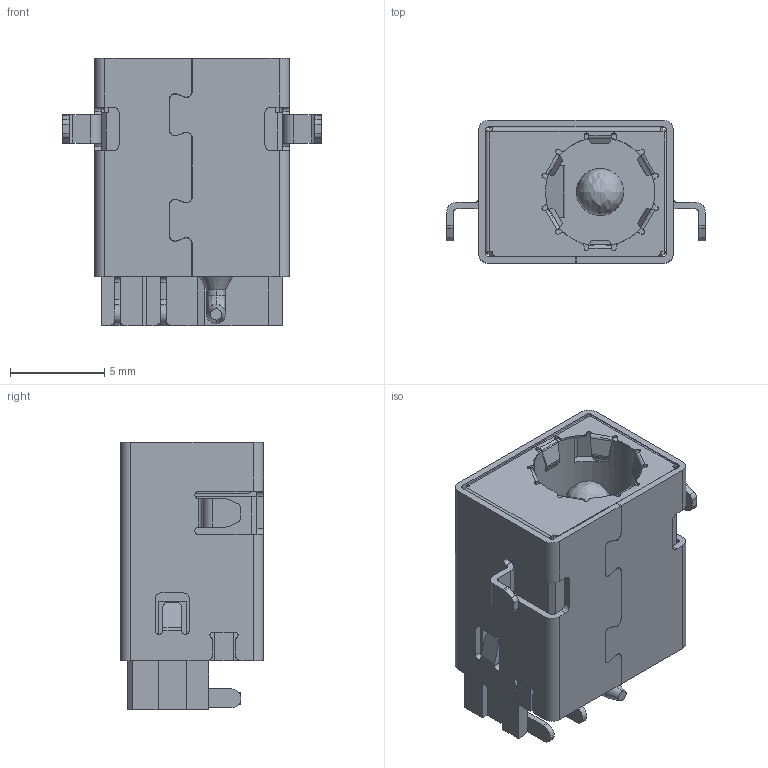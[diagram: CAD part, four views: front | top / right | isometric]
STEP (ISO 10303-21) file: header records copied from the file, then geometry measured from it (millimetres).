
FILE_DESCRIPTION (( 'STEP AP203' ), '1' );
FILE_NAME ('54-00256_revA.STEP', '2020-10-01T18:43:13', ( '' ), ( '' ), 'SwSTEP 2.0', 'SolidWorks 2015', '' );
FILE_SCHEMA (( 'CONFIG_CONTROL_DESIGN' ));
Length unit declared in the file: millimetre
Products named in the file (8): 54-00256_Shell; 54-00256_Pin holder; 54-00256_Front plate; 54-00256_Spring; 54-00256_Spring contact; 54-00256_Center pin; 54-00256_Insulator; 54-00256_revA
Assembly tree (7 placements, depth 2):
  54-00256_revA
    54-00256_Insulator
    54-00256_Shell
    54-00256_Spring
    54-00256_Spring contact
    54-00256_Center pin
    54-00256_Pin holder
    54-00256_Front plate
Bounding box: 13.75 x 7.6 x 14.2 mm (x, y, z)
Volume: 639.5 mm3; surface area: 2351.6 mm2
Topology: 7 solids, 7 shells, 813 faces, 2193 edges, 1390 vertices
Faces by surface type: plane 465, cylinder 288, bspline 49, cone 11
Entity records: 27053 total; most frequent: CARTESIAN_POINT 5749, ORIENTED_EDGE 4374, DIRECTION 4178, EDGE_CURVE 2187, LINE 1524, VECTOR 1524, VERTEX_POINT 1390, AXIS2_PLACEMENT_3D 1327
